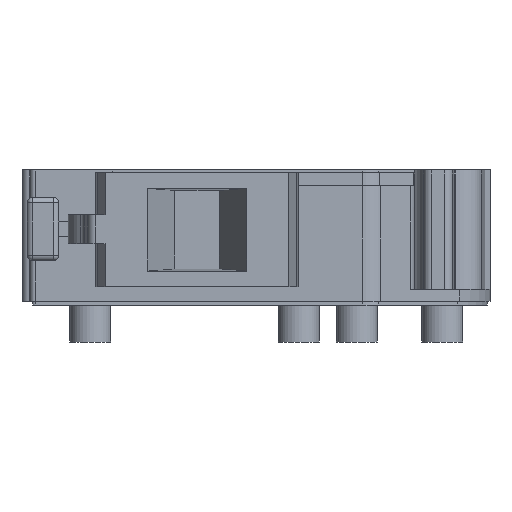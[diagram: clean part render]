
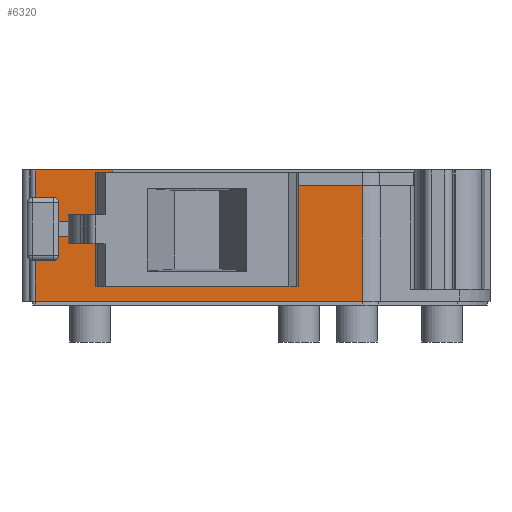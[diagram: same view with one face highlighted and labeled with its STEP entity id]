
A CAD part, front view. The second image highlights one B-rep face of the part: STEP entity #6320.
In plain terms, the highlighted planar face has unit normal (0, -1, 0).
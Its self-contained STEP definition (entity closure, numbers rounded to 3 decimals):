
#25 = EDGE_CURVE ( 'NONE', #1378, #1903, #7809, .T. ) ;
#138 = VERTEX_POINT ( 'NONE', #1978 ) ;
#261 = VERTEX_POINT ( 'NONE', #5782 ) ;
#275 = DIRECTION ( 'NONE',  ( -1., 0., 0. ) ) ;
#298 = CARTESIAN_POINT ( 'NONE',  ( -12.904, 7.79, -0.794 ) ) ;
#316 = ORIENTED_EDGE ( 'NONE', *, *, #3787, .F. ) ;
#393 = VERTEX_POINT ( 'NONE', #5223 ) ;
#394 = CARTESIAN_POINT ( 'NONE',  ( -22.396, 7.79, 2.056 ) ) ;
#429 = PLANE ( 'NONE',  #5326 ) ;
#435 = DIRECTION ( 'NONE',  ( 0., 0., 1. ) ) ;
#526 = EDGE_CURVE ( 'NONE', #261, #1378, #7030, .T. ) ;
#543 = VECTOR ( 'NONE', #2680, 1000. ) ;
#572 = VECTOR ( 'NONE', #275, 1000. ) ;
#902 = VERTEX_POINT ( 'NONE', #6471 ) ;
#975 = LINE ( 'NONE', #8330, #7302 ) ;
#1142 = EDGE_CURVE ( 'NONE', #7604, #6326, #8227, .T. ) ;
#1162 = CARTESIAN_POINT ( 'NONE',  ( -24.759, 7.79, 2.156 ) ) ;
#1210 = CARTESIAN_POINT ( 'NONE',  ( -25.359, 7.79, 0.606 ) ) ;
#1326 = CARTESIAN_POINT ( 'NONE',  ( -15.596, 7.79, 2.056 ) ) ;
#1378 = VERTEX_POINT ( 'NONE', #8187 ) ;
#1405 = ORIENTED_EDGE ( 'NONE', *, *, #2074, .F. ) ;
#1499 = ORIENTED_EDGE ( 'NONE', *, *, #2804, .F. ) ;
#1654 = EDGE_CURVE ( 'NONE', #6111, #902, #5419, .T. ) ;
#1835 = EDGE_CURVE ( 'NONE', #4682, #4985, #7983, .T. ) ;
#1903 = VERTEX_POINT ( 'NONE', #3138 ) ;
#1978 = CARTESIAN_POINT ( 'NONE',  ( -23.046, 7.79, 2.056 ) ) ;
#2074 = EDGE_CURVE ( 'NONE', #3103, #4682, #2118, .T. ) ;
#2118 = LINE ( 'NONE', #9200, #543 ) ;
#2181 = ORIENTED_EDGE ( 'NONE', *, *, #7125, .F. ) ;
#2541 = VERTEX_POINT ( 'NONE', #7532 ) ;
#2556 = CARTESIAN_POINT ( 'NONE',  ( -22.396, 7.79, 2.156 ) ) ;
#2657 = ORIENTED_EDGE ( 'NONE', *, *, #1835, .F. ) ;
#2680 = DIRECTION ( 'NONE',  ( 1., 0., 0. ) ) ;
#2715 = CARTESIAN_POINT ( 'NONE',  ( -23.046, 7.79, -2.294 ) ) ;
#2735 = EDGE_CURVE ( 'NONE', #393, #2541, #7527, .T. ) ;
#2804 = EDGE_CURVE ( 'NONE', #6326, #138, #3452, .T. ) ;
#2978 = FACE_OUTER_BOUND ( 'NONE', #6838, .T. ) ;
#3103 = VERTEX_POINT ( 'NONE', #2715 ) ;
#3138 = CARTESIAN_POINT ( 'NONE',  ( -24.759, 7.79, 0.606 ) ) ;
#3321 = DIRECTION ( 'NONE',  ( 0., 1., 0. ) ) ;
#3394 = DIRECTION ( 'NONE',  ( -1., 0., 0. ) ) ;
#3452 = LINE ( 'NONE', #1326, #4471 ) ;
#3508 = CARTESIAN_POINT ( 'NONE',  ( -25.359, 7.79, 2.156 ) ) ;
#3597 = VECTOR ( 'NONE', #5583, 1000. ) ;
#3778 = CARTESIAN_POINT ( 'NONE',  ( -15.346, 7.79, 2.156 ) ) ;
#3787 = EDGE_CURVE ( 'NONE', #2541, #261, #6549, .T. ) ;
#4031 = EDGE_CURVE ( 'NONE', #4985, #8596, #4741, .T. ) ;
#4047 = DIRECTION ( 'NONE',  ( -1., 0., 0. ) ) ;
#4062 = CARTESIAN_POINT ( 'NONE',  ( -15.346, 7.79, -2.294 ) ) ;
#4116 = VECTOR ( 'NONE', #7892, 1000. ) ;
#4195 = VECTOR ( 'NONE', #435, 1000. ) ;
#4266 = ORIENTED_EDGE ( 'NONE', *, *, #526, .F. ) ;
#4309 = LINE ( 'NONE', #8868, #9052 ) ;
#4471 = VECTOR ( 'NONE', #3394, 1000. ) ;
#4494 = EDGE_CURVE ( 'NONE', #8596, #393, #4309, .T. ) ;
#4682 = VERTEX_POINT ( 'NONE', #4062 ) ;
#4741 = LINE ( 'NONE', #6910, #8343 ) ;
#4759 = VECTOR ( 'NONE', #8298, 1000. ) ;
#4985 = VERTEX_POINT ( 'NONE', #6049 ) ;
#4991 = DIRECTION ( 'NONE',  ( 0., 0., 1. ) ) ;
#5162 = VECTOR ( 'NONE', #7543, 1000. ) ;
#5211 = DIRECTION ( 'NONE',  ( 0., 0., -1. ) ) ;
#5223 = CARTESIAN_POINT ( 'NONE',  ( -12.904, 7.79, -2.844 ) ) ;
#5297 = VECTOR ( 'NONE', #8072, 1000. ) ;
#5326 = AXIS2_PLACEMENT_3D ( 'NONE', #6939, #3321, #4047 ) ;
#5419 = LINE ( 'NONE', #8611, #7437 ) ;
#5467 = DIRECTION ( 'NONE',  ( 0., 0., -1. ) ) ;
#5481 = ORIENTED_EDGE ( 'NONE', *, *, #25, .F. ) ;
#5583 = DIRECTION ( 'NONE',  ( 0., 0., 1. ) ) ;
#5782 = CARTESIAN_POINT ( 'NONE',  ( -25.359, 7.79, -0.794 ) ) ;
#6000 = CARTESIAN_POINT ( 'NONE',  ( -22.396, 7.79, 2.156 ) ) ;
#6038 = ORIENTED_EDGE ( 'NONE', *, *, #8487, .F. ) ;
#6049 = CARTESIAN_POINT ( 'NONE',  ( -15.346, 7.79, 1.556 ) ) ;
#6059 = CARTESIAN_POINT ( 'NONE',  ( -12.04, 7.79, -2.844 ) ) ;
#6111 = VERTEX_POINT ( 'NONE', #1210 ) ;
#6320 = ADVANCED_FACE ( 'NONE', ( #2978 ), #429, .F. ) ;
#6326 = VERTEX_POINT ( 'NONE', #394 ) ;
#6343 = ORIENTED_EDGE ( 'NONE', *, *, #1142, .F. ) ;
#6471 = CARTESIAN_POINT ( 'NONE',  ( -25.359, 7.79, 2.156 ) ) ;
#6549 = LINE ( 'NONE', #3508, #3597 ) ;
#6838 = EDGE_LOOP ( 'NONE', ( #1405, #7907, #1499, #6343, #6038, #6926, #2181, #5481, #4266, #316, #7350, #7793, #8769, #2657 ) ) ;
#6852 = DIRECTION ( 'NONE',  ( 1., 0., 0. ) ) ;
#6859 = CARTESIAN_POINT ( 'NONE',  ( -12.904, 7.79, 0.606 ) ) ;
#6910 = CARTESIAN_POINT ( 'NONE',  ( -12.904, 7.79, 1.556 ) ) ;
#6926 = ORIENTED_EDGE ( 'NONE', *, *, #1654, .F. ) ;
#6939 = CARTESIAN_POINT ( 'NONE',  ( -12.904, 7.79, 2.156 ) ) ;
#7025 = LINE ( 'NONE', #6859, #572 ) ;
#7030 = LINE ( 'NONE', #298, #4759 ) ;
#7125 = EDGE_CURVE ( 'NONE', #1903, #6111, #7025, .T. ) ;
#7302 = VECTOR ( 'NONE', #9058, 1000. ) ;
#7350 = ORIENTED_EDGE ( 'NONE', *, *, #2735, .F. ) ;
#7437 = VECTOR ( 'NONE', #4991, 1000. ) ;
#7527 = LINE ( 'NONE', #6059, #5162 ) ;
#7532 = CARTESIAN_POINT ( 'NONE',  ( -25.359, 7.79, -2.844 ) ) ;
#7543 = DIRECTION ( 'NONE',  ( -1., 0., 0. ) ) ;
#7604 = VERTEX_POINT ( 'NONE', #6000 ) ;
#7793 = ORIENTED_EDGE ( 'NONE', *, *, #4494, .F. ) ;
#7809 = LINE ( 'NONE', #1162, #4195 ) ;
#7892 = DIRECTION ( 'NONE',  ( 1., 0., 0. ) ) ;
#7907 = ORIENTED_EDGE ( 'NONE', *, *, #8378, .F. ) ;
#7953 = CARTESIAN_POINT ( 'NONE',  ( -8.54, 7.79, 2.156 ) ) ;
#7983 = LINE ( 'NONE', #3778, #5297 ) ;
#8072 = DIRECTION ( 'NONE',  ( 0., 0., 1. ) ) ;
#8115 = VECTOR ( 'NONE', #5467, 1000. ) ;
#8187 = CARTESIAN_POINT ( 'NONE',  ( -24.759, 7.79, -0.794 ) ) ;
#8227 = LINE ( 'NONE', #2556, #8115 ) ;
#8298 = DIRECTION ( 'NONE',  ( 1., 0., 0. ) ) ;
#8330 = CARTESIAN_POINT ( 'NONE',  ( -23.046, 7.79, 2.156 ) ) ;
#8343 = VECTOR ( 'NONE', #6852, 1000. ) ;
#8378 = EDGE_CURVE ( 'NONE', #138, #3103, #975, .T. ) ;
#8487 = EDGE_CURVE ( 'NONE', #902, #7604, #8974, .T. ) ;
#8596 = VERTEX_POINT ( 'NONE', #8714 ) ;
#8611 = CARTESIAN_POINT ( 'NONE',  ( -25.359, 7.79, 2.156 ) ) ;
#8714 = CARTESIAN_POINT ( 'NONE',  ( -12.904, 7.79, 1.556 ) ) ;
#8769 = ORIENTED_EDGE ( 'NONE', *, *, #4031, .F. ) ;
#8868 = CARTESIAN_POINT ( 'NONE',  ( -12.904, 7.79, 2.156 ) ) ;
#8974 = LINE ( 'NONE', #7953, #4116 ) ;
#9052 = VECTOR ( 'NONE', #5211, 1000. ) ;
#9058 = DIRECTION ( 'NONE',  ( 0., 0., -1. ) ) ;
#9200 = CARTESIAN_POINT ( 'NONE',  ( -12.904, 7.79, -2.294 ) ) ;
